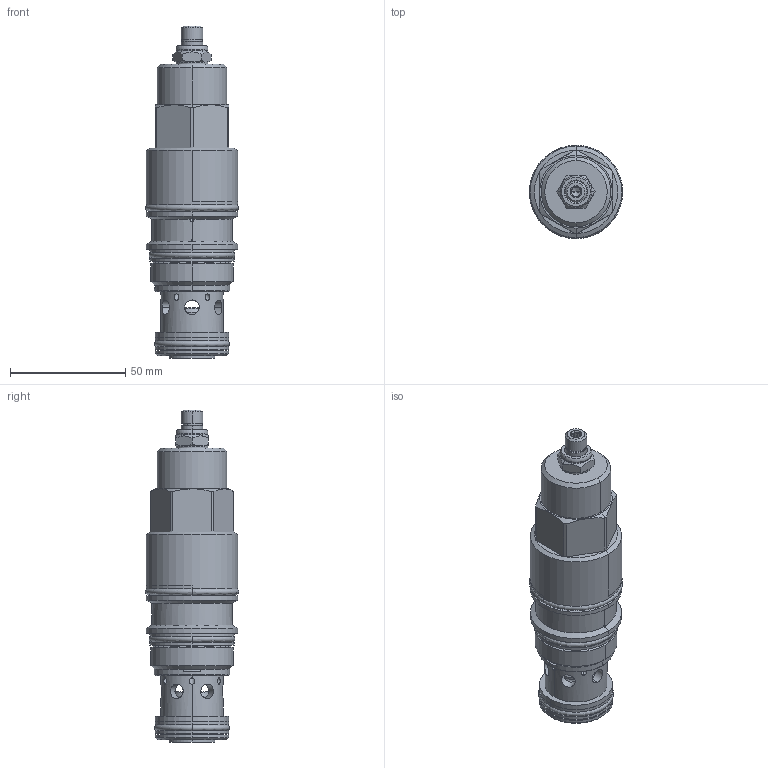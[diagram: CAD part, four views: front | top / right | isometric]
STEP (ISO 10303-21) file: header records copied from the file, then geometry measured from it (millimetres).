
FILE_DESCRIPTION((''),'2;1');
FILE_NAME('SCGA-LAN_PRT','2016-07-27T',('Administrator'),(''),'PRO/ENGINEER BY PARAMETRIC TECHNOLOGY CORPORATION, 2006240','PRO/ENGINEER BY PARAMETRIC TECHNOLOGY CORPORATION, 2006240','');
FILE_SCHEMA(('CONFIG_CONTROL_DESIGN'));
Length unit declared in the file: inch
Products named in the file (1): SCGA-LAN_PRT
Bounding box: 40.36 x 40.36 x 143.79 mm (x, y, z)
Volume: 95891.7 mm3; surface area: 33236.2 mm2
Topology: 7 solids, 7 shells, 358 faces, 844 edges, 506 vertices
Faces by surface type: cylinder 153, plane 80, cone 69, torus 41, revolution 12, sphere 3
Entity records: 13826 total; most frequent: CARTESIAN_POINT 5544, DIRECTION 1770, ORIENTED_EDGE 1672, EDGE_CURVE 836, AXIS2_PLACEMENT_3D 740, VERTEX_POINT 506, EDGE_LOOP 422, CIRCLE 394
